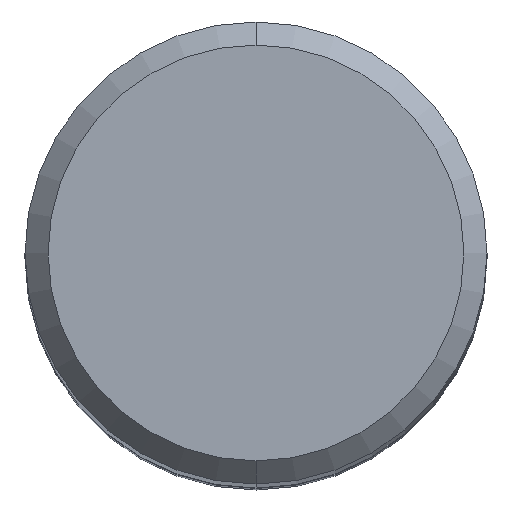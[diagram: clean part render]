
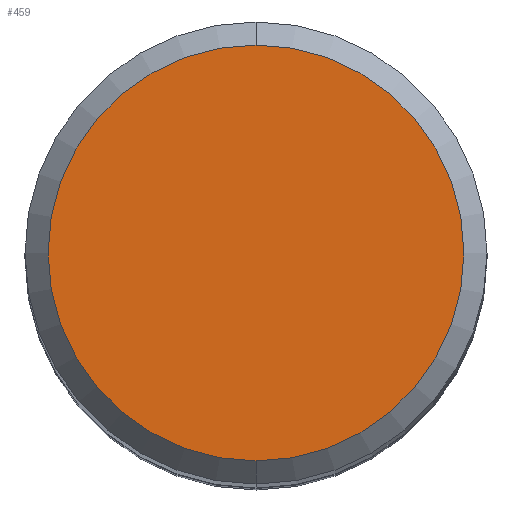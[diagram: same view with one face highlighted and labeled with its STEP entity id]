
A CAD part, top view. The second image highlights one B-rep face of the part: STEP entity #459.
In plain terms, the highlighted planar face has unit normal (0, 0, 1).
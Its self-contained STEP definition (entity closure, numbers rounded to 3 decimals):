
#267=VERTEX_POINT('',#603);
#349=EDGE_CURVE('',#267,#453,#697,.T.);
#453=VERTEX_POINT('',#812);
#459=ADVANCED_FACE('',(#818),#819,.T.);
#479=EDGE_CURVE('',#453,#267,#842,.T.);
#603=CARTESIAN_POINT('',(0.0,5.4,0.0));
#697=CIRCLE('',#1282,5.4);
#812=CARTESIAN_POINT('',(0.,-5.4,0.0));
#818=FACE_OUTER_BOUND('',#1525,.T.);
#819=PLANE('',#1526);
#842=CIRCLE('',#1555,5.4);
#1282=AXIS2_PLACEMENT_3D('',#1800,#1801,#1802);
#1525=EDGE_LOOP('',(#1941,#1942));
#1526=AXIS2_PLACEMENT_3D('',#1943,#1944,#1945);
#1555=AXIS2_PLACEMENT_3D('',#1972,#1973,#1974);
#1800=CARTESIAN_POINT('',(0.0,0.0,0.0));
#1801=DIRECTION('',(0.0,0.0,-1.0));
#1802=DIRECTION('',(0.0,1.0,0.0));
#1941=ORIENTED_EDGE('',*,*,#349,.F.);
#1942=ORIENTED_EDGE('',*,*,#479,.F.);
#1943=CARTESIAN_POINT('',(0.0,2.7,0.0));
#1944=DIRECTION('',(-0.0,0.0,1.0));
#1945=DIRECTION('',(0.0,-1.0,0.0));
#1972=CARTESIAN_POINT('',(0.0,0.0,0.0));
#1973=DIRECTION('',(0.0,0.0,-1.0));
#1974=DIRECTION('',(0.0,1.0,0.0));
